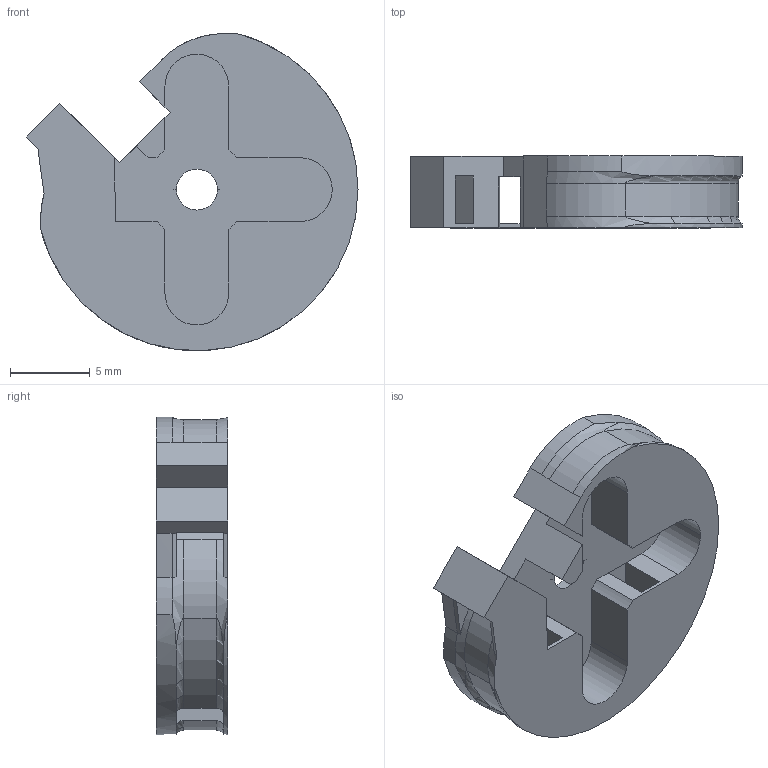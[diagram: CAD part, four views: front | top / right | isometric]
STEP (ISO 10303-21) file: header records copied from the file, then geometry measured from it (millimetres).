
FILE_DESCRIPTION (( 'STEP AP203' ), '1' );
FILE_NAME ('Servo Spool D2-3-4 R.STEP', '2017-08-02T03:27:17', ( '' ), ( '' ), 'SwSTEP 2.0', 'SolidWorks 2016', '' );
FILE_SCHEMA (( 'CONFIG_CONTROL_DESIGN' ));
Length unit declared in the file: millimetre
Products named in the file (1): Servo Spool D2-3-4 R
Bounding box: 20.84 x 4.5 x 19.91 mm (x, y, z)
Volume: 842.7 mm3; surface area: 1197 mm2
Topology: 1 solids, 1 shells, 73 faces, 206 edges, 130 vertices
Faces by surface type: plane 35, cylinder 20, torus 9, bspline 9
Entity records: 2843 total; most frequent: CARTESIAN_POINT 928, ORIENTED_EDGE 412, DIRECTION 352, EDGE_CURVE 206, VERTEX_POINT 130, AXIS2_PLACEMENT_3D 118, LINE 116, VECTOR 116
